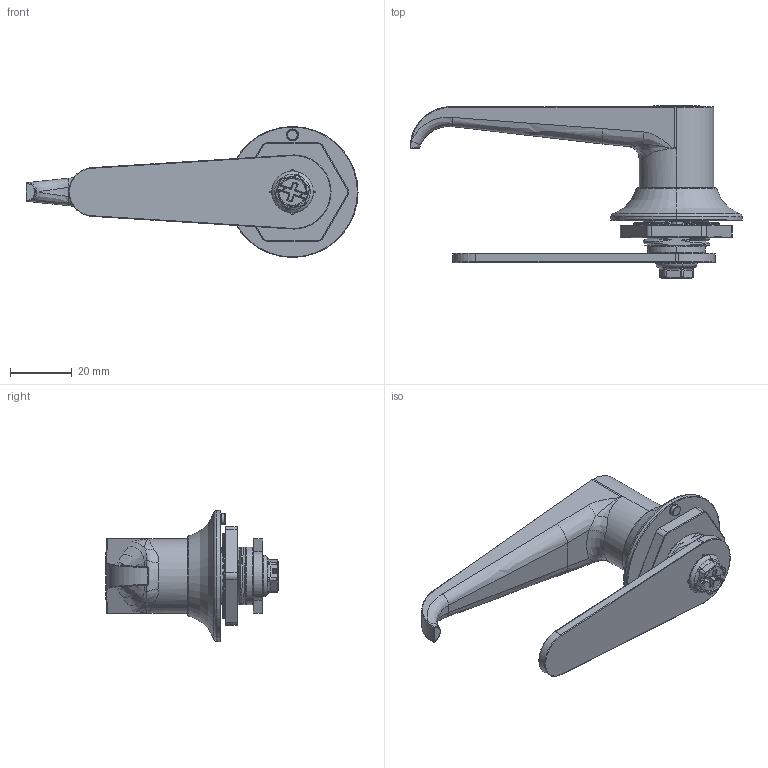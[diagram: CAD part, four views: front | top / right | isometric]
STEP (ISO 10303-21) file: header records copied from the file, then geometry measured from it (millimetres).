
FILE_DESCRIPTION (( 'STEP AP214' ), '1' );
FILE_NAME ('A-45.STEP', '2018-09-10T08:00:39', ( '' ), ( '' ), 'SwSTEP 2.0', 'SolidWorks 2010', '' );
FILE_SCHEMA (( 'AUTOMOTIVE_DESIGN' ));
Length unit declared in the file: millimetre
Products named in the file (7): 基座; 手柄; 鎖心; 六角螺母; M6螺絲; TX-004; A-45
Assembly tree (6 placements, depth 2):
  A-45
    基座
    M6螺絲
    鎖心
    六角螺母
    TX-004
    手柄
Bounding box: 107.65 x 55.8 x 42.5 mm (x, y, z)
Volume: 41798.9 mm3; surface area: 20420 mm2
Topology: 6 solids, 6 shells, 1330 faces, 3040 edges, 1686 vertices
Faces by surface type: cylinder 447, bspline 400, torus 283, plane 166, sphere 34
Entity records: 62547 total; most frequent: CARTESIAN_POINT 34795, ORIENTED_EDGE 5988, DIRECTION 5443, EDGE_CURVE 2994, AXIS2_PLACEMENT_3D 2403, VERTEX_POINT 1684, CIRCLE 1464, EDGE_LOOP 1348
